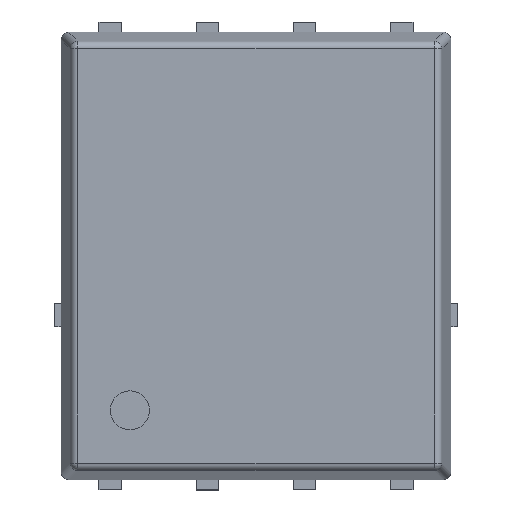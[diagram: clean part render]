
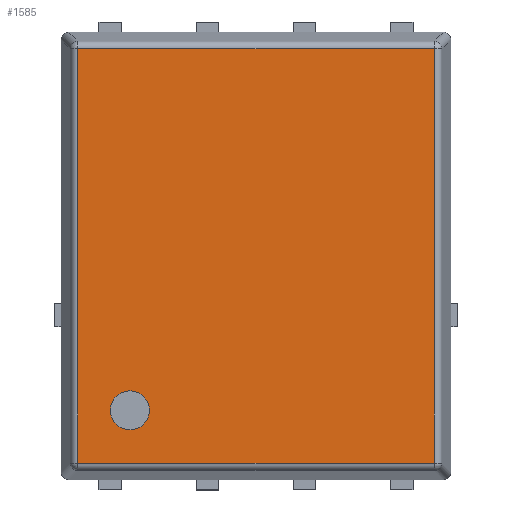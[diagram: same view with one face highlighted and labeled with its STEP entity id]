
A CAD part, top view. The second image highlights one B-rep face of the part: STEP entity #1585.
In plain terms, the highlighted planar face has unit normal (0, 0, 1).
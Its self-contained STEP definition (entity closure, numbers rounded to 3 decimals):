
#94 = EDGE_CURVE ( 'NONE', #2091, #1146, #3821, .T. ) ;
#275 = AXIS2_PLACEMENT_3D ( 'NONE', #6642, #793, #3794 ) ;
#396 = VECTOR ( 'NONE', #3016, 1000. ) ;
#476 = CARTESIAN_POINT ( 'NONE',  ( 0., -2.711, 1.01 ) ) ;
#793 = DIRECTION ( 'NONE',  ( 0., 0., 1. ) ) ;
#887 = CARTESIAN_POINT ( 'NONE',  ( -2.334, -2.711, 1.01 ) ) ;
#1146 = VERTEX_POINT ( 'NONE', #2236 ) ;
#1288 = CARTESIAN_POINT ( 'NONE',  ( 2.334, 0., 1.01 ) ) ;
#1351 = DIRECTION ( 'NONE',  ( 0., 0., 1. ) ) ;
#1366 = EDGE_LOOP ( 'NONE', ( #6542, #4478, #7441, #3540 ) ) ;
#1399 = CIRCLE ( 'NONE', #4994, 0.255 ) ;
#1585 = ADVANCED_FACE ( 'NONE', ( #6984, #4766 ), #7540, .T. ) ;
#1814 = CARTESIAN_POINT ( 'NONE',  ( -2.334, 2.711, 1.01 ) ) ;
#1826 = DIRECTION ( 'NONE',  ( 1., 0., 0. ) ) ;
#1907 = CARTESIAN_POINT ( 'NONE',  ( -1.906, -2.022, 1.01 ) ) ;
#2091 = VERTEX_POINT ( 'NONE', #1907 ) ;
#2159 = EDGE_CURVE ( 'NONE', #6491, #7360, #4389, .T. ) ;
#2236 = CARTESIAN_POINT ( 'NONE',  ( -1.396, -2.022, 1.01 ) ) ;
#2434 = CARTESIAN_POINT ( 'NONE',  ( -1.651, -2.022, 1.01 ) ) ;
#2484 = CARTESIAN_POINT ( 'NONE',  ( -1.651, -2.022, 1.01 ) ) ;
#2496 = CARTESIAN_POINT ( 'NONE',  ( -2.334, 0., 1.01 ) ) ;
#2521 = ORIENTED_EDGE ( 'NONE', *, *, #94, .F. ) ;
#2697 = EDGE_CURVE ( 'NONE', #1146, #2091, #1399, .T. ) ;
#2850 = VECTOR ( 'NONE', #5286, 1000. ) ;
#2927 = LINE ( 'NONE', #1288, #2850 ) ;
#2986 = CARTESIAN_POINT ( 'NONE',  ( 2.334, 2.711, 1.01 ) ) ;
#3016 = DIRECTION ( 'NONE',  ( 0., -1., 0. ) ) ;
#3154 = CARTESIAN_POINT ( 'NONE',  ( 0., 2.711, 1.01 ) ) ;
#3386 = DIRECTION ( 'NONE',  ( 1., 0., 0. ) ) ;
#3513 = LINE ( 'NONE', #2496, #396 ) ;
#3540 = ORIENTED_EDGE ( 'NONE', *, *, #6015, .T. ) ;
#3599 = CARTESIAN_POINT ( 'NONE',  ( 2.334, -2.711, 1.01 ) ) ;
#3794 = DIRECTION ( 'NONE',  ( 1., 0., 0. ) ) ;
#3821 = CIRCLE ( 'NONE', #6527, 0.255 ) ;
#4128 = EDGE_CURVE ( 'NONE', #7360, #5204, #3513, .T. ) ;
#4272 = EDGE_LOOP ( 'NONE', ( #4315, #2521 ) ) ;
#4315 = ORIENTED_EDGE ( 'NONE', *, *, #2697, .F. ) ;
#4389 = LINE ( 'NONE', #3154, #6052 ) ;
#4478 = ORIENTED_EDGE ( 'NONE', *, *, #2159, .T. ) ;
#4766 = FACE_OUTER_BOUND ( 'NONE', #1366, .T. ) ;
#4994 = AXIS2_PLACEMENT_3D ( 'NONE', #2484, #6620, #1826 ) ;
#5204 = VERTEX_POINT ( 'NONE', #887 ) ;
#5286 = DIRECTION ( 'NONE',  ( 0., 1., 0. ) ) ;
#5560 = DIRECTION ( 'NONE',  ( -1., 0., 0. ) ) ;
#5798 = VECTOR ( 'NONE', #3386, 1000. ) ;
#6015 = EDGE_CURVE ( 'NONE', #5204, #6433, #7515, .T. ) ;
#6052 = VECTOR ( 'NONE', #5560, 1000. ) ;
#6060 = DIRECTION ( 'NONE',  ( 1., 0., 0. ) ) ;
#6433 = VERTEX_POINT ( 'NONE', #3599 ) ;
#6491 = VERTEX_POINT ( 'NONE', #2986 ) ;
#6527 = AXIS2_PLACEMENT_3D ( 'NONE', #2434, #1351, #6060 ) ;
#6542 = ORIENTED_EDGE ( 'NONE', *, *, #7070, .T. ) ;
#6620 = DIRECTION ( 'NONE',  ( 0., 0., 1. ) ) ;
#6642 = CARTESIAN_POINT ( 'NONE',  ( 0., 0., 1.01 ) ) ;
#6984 = FACE_BOUND ( 'NONE', #4272, .T. ) ;
#7070 = EDGE_CURVE ( 'NONE', #6433, #6491, #2927, .T. ) ;
#7360 = VERTEX_POINT ( 'NONE', #1814 ) ;
#7441 = ORIENTED_EDGE ( 'NONE', *, *, #4128, .T. ) ;
#7515 = LINE ( 'NONE', #476, #5798 ) ;
#7540 = PLANE ( 'NONE',  #275 ) ;
